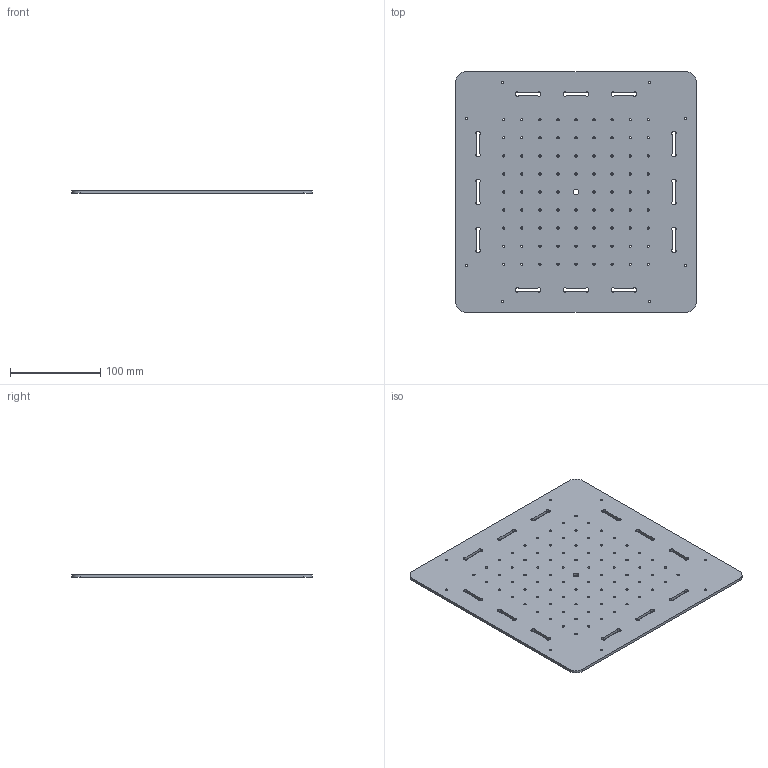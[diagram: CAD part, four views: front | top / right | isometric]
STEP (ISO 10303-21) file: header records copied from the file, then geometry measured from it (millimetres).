
FILE_DESCRIPTION (( 'STEP AP214' ), '1' );
FILE_NAME ('Âåðõíåå îñíîâàíèå ÷åòûðåõãðàííîãî êîíñòðóêòîðà.STEP', '2019-11-14T23:34:54', ( '' ), ( '' ), 'SwSTEP 2.0', 'SolidWorks 2018', '' );
FILE_SCHEMA (( 'AUTOMOTIVE_DESIGN' ));
Length unit declared in the file: millimetre
Products named in the file (1): Âåðõíåå îñíîâàíèå ÷åòûðåõãðàííîãî êîíñòðóêòîðà
Bounding box: 266 x 266 x 3.1 mm (x, y, z)
Volume: 213859.6 mm3; surface area: 145788.8 mm2
Topology: 1 solids, 1 shells, 308 faces, 918 edges, 612 vertices
Faces by surface type: cylinder 254, plane 54
Entity records: 13004 total; most frequent: DIRECTION 2044, CARTESIAN_POINT 1839, ORIENTED_EDGE 1836, EDGE_CURVE 918, AXIS2_PLACEMENT_3D 817, VERTEX_POINT 612, EDGE_LOOP 510, CIRCLE 508
